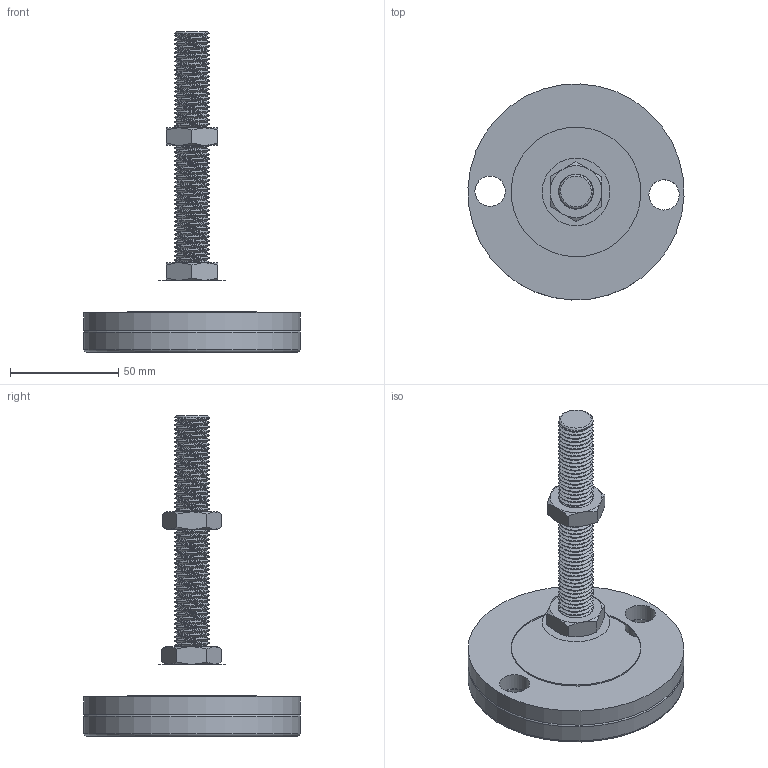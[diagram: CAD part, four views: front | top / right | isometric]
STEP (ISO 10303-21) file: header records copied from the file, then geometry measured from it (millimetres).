
FILE_DESCRIPTION(/* description */ (''),/* implementation_level */ '2;1');
FILE_NAME(/* name */ '30-M16D100M-1.step',/* time_stamp */ '2022-09-20T09:21:12-04:00',/* author */ (''),/* organization */ (''),/* preprocessor_version */ 'ST-DEVELOPER v19',/* originating_system */ 'Autodesk Translation Framework v11.7.0.108',/* authorisation */ '');
FILE_SCHEMA (('AUTOMOTIVE_DESIGN { 1 0 10303 214 3 1 1 }'));
Length unit declared in the file: millimetre
Products named in the file (5): (Unsaved); 30-M16D100M-1 v1 (1); 30-M16D100M-1 v1; wORKING v2; 90326A203_Steel Thin Hex Nut
Assembly tree (5 placements, depth 4):
  (Unsaved)
    30-M16D100M-1 v1 (1)
      30-M16D100M-1 v1
        wORKING v2
      90326A203_Steel Thin Hex Nut  x2
Bounding box: 99.92 x 99.92 x 148.13 mm (x, y, z)
Volume: 186063.7 mm3; surface area: 50643 mm2
Topology: 4 solids, 4 shells, 220 faces, 600 edges, 390 vertices
Faces by surface type: cylinder 157, cone 31, plane 23, bspline 6, torus 3
Full cylindrical faces by diameter (mm): 13.534 x41, 14 x4, 14.701 x12, 15.822 x46, 16 x14, 60 x1, 100 x2
Entity records: 16442 total; most frequent: CARTESIAN_POINT 12330, ORIENTED_EDGE 986, DIRECTION 608, EDGE_CURVE 493, VERTEX_POINT 323, B_SPLINE_CURVE_WITH_KNOTS 276, AXIS2_PLACEMENT_3D 231, EDGE_LOOP 190
